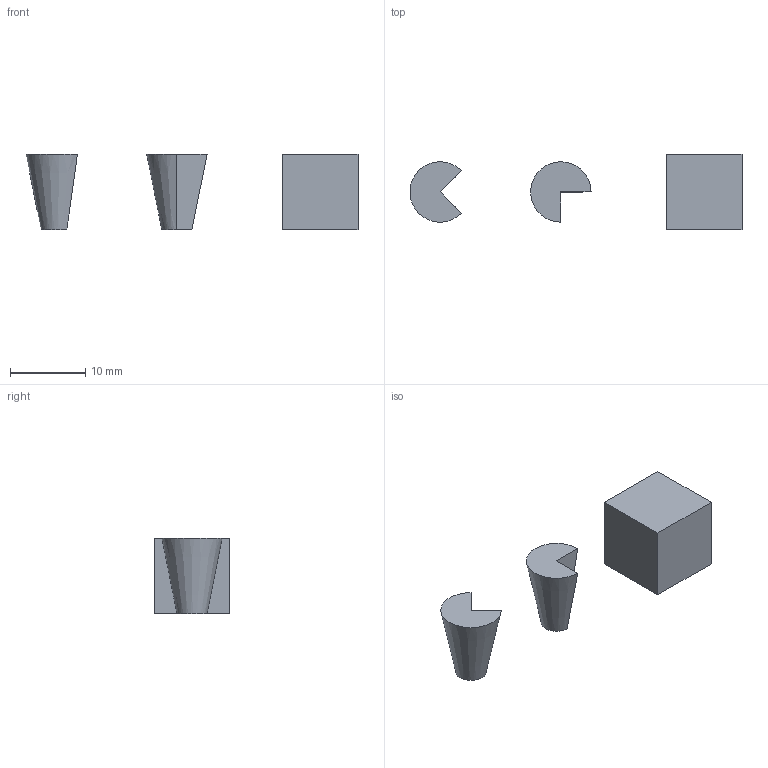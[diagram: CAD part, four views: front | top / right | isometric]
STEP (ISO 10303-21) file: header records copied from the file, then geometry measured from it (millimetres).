
FILE_DESCRIPTION(('FreeCAD Model'),'2;1');
FILE_NAME('05_Placement.step','2019-03-07T16:50:55',('Author'),(''), 'Open CASCADE STEP processor 6.9','FreeCAD','Unknown');
FILE_SCHEMA(('AUTOMOTIVE_DESIGN { 1 0 10303 214 1 1 1 1 }'));
Length unit declared in the file: millimetre
Products named in the file (4): Part; Cone_Default; Cube; Cone_ZRot
Assembly tree (3 placements, depth 2):
  Part
    Cone_Default
    Cube
    Cone_ZRot
Bounding box: 43.98 x 10 x 10 mm (x, y, z)
Volume: 1439.8 mm3; surface area: 1102.6 mm2
Topology: 3 solids, 3 shells, 16 faces, 30 edges, 20 vertices
Faces by surface type: plane 14, cone 2
Entity records: 879 total; most frequent: DIRECTION 134, CARTESIAN_POINT 130, LINE 82, VECTOR 82, ORIENTED_EDGE 60, PCURVE 60, DEFINITIONAL_REPRESENTATION 60, EDGE_CURVE 30
